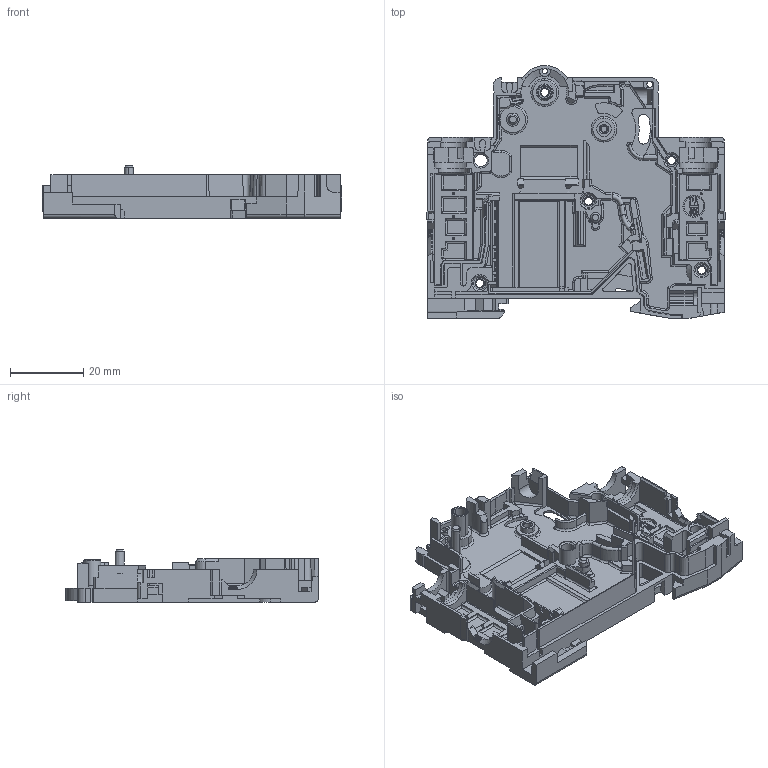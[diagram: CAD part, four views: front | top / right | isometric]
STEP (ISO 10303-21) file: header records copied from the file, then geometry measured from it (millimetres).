
FILE_DESCRIPTION((''),'2;1');
FILE_NAME('BOITIER','2015-02-26T',('SESA69708'),('Schneider-Electric'),'PRO/ENGINEER BY PARAMETRIC TECHNOLOGY CORPORATION, 2012420','PRO/ENGINEER BY PARAMETRIC TECHNOLOGY CORPORATION, 2012420','');
FILE_SCHEMA(('CONFIG_CONTROL_DESIGN'));
Length unit declared in the file: millimetre
Products named in the file (1): BOITIER
Bounding box: 81.4 x 68.8 x 14.25 mm (x, y, z)
Volume: 14704.4 mm3; surface area: 18676 mm2
Topology: 1 solids, 1 shells, 1779 faces, 4937 edges, 3209 vertices
Faces by surface type: plane 1277, cylinder 348, cone 84, torus 57, bspline 8, sphere 5
Entity records: 57376 total; most frequent: CARTESIAN_POINT 11682, ORIENTED_EDGE 9864, DIRECTION 8993, EDGE_CURVE 4932, VECTOR 3913, LINE 3913, VERTEX_POINT 3209, AXIS2_PLACEMENT_3D 2540
